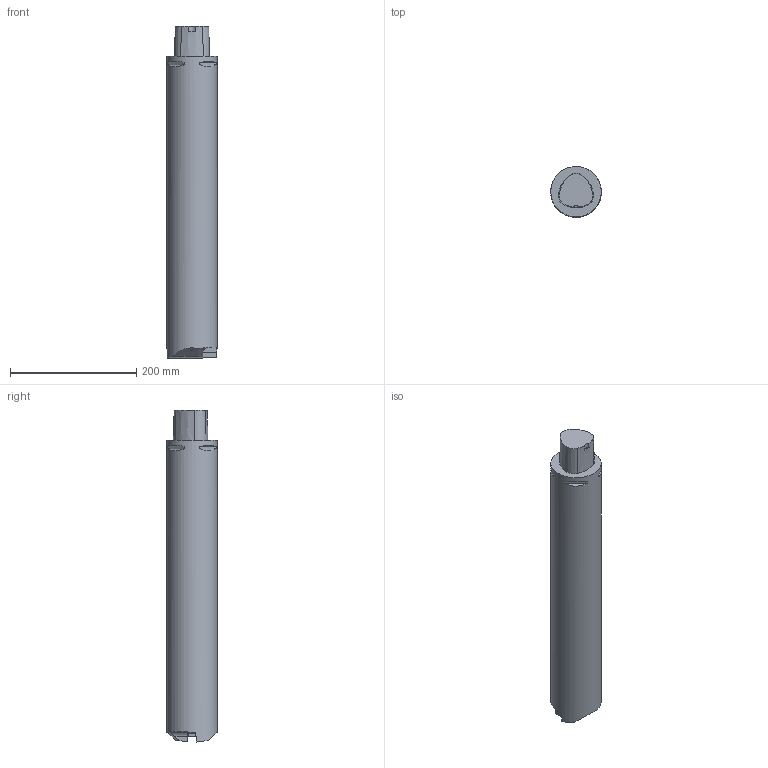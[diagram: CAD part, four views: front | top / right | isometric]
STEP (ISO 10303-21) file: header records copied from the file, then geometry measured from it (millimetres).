
FILE_DESCRIPTION(/* description */ (''),/* implementation_level */ '2;1');
FILE_NAME(/* name */ '1544795770998.stp',/* time_stamp */ '2018-12-14T14:56:24+01:00',/* author */ (''),/* organization */ ('SMS'),/* preprocessor_version */ 'ST-DEVELOPER v15',/* originating_system */ 'SIEMENS PLM Software NX 8.5',/* authorisation */ '');
FILE_SCHEMA (('AUTOMOTIVE_DESIGN { 1 0 10303 214 3 1 1 1 }'));
Length unit declared in the file: millimetre
Products named in the file (1): 201110114mod000_00
Bounding box: 79.97 x 79.99 x 526 mm (x, y, z)
Volume: 2471711.6 mm3; surface area: 137908.4 mm2
Topology: 1 solids, 1 shells, 71 faces, 177 edges, 122 vertices
Faces by surface type: plane 51, extrusion 8, cylinder 6, cone 6
Full cylindrical faces by diameter (mm): 80 x1
Entity records: 2489 total; most frequent: CARTESIAN_POINT 751, ORIENTED_EDGE 350, DIRECTION 326, EDGE_CURVE 175, VERTEX_POINT 117, AXIS2_PLACEMENT_3D 111, VECTOR 104, LINE 96
